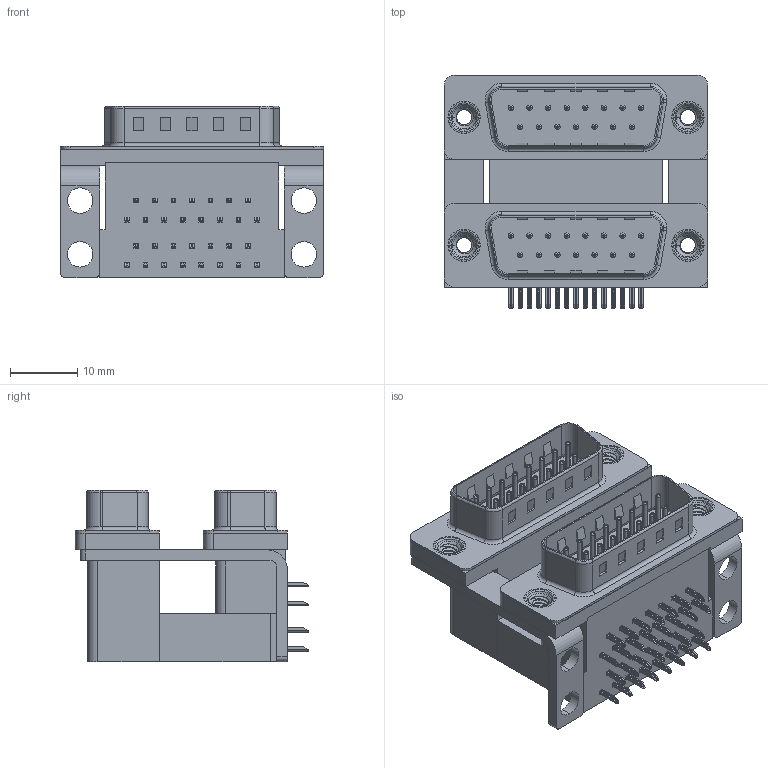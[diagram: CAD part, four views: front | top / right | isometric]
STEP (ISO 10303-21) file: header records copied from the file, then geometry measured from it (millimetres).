
FILE_DESCRIPTION (( 'STEP AP203' ), '1' );
FILE_NAME ('661-015-664-005.STEP', '2022-06-10T22:57:06', ( '' ), ( '' ), 'SwSTEP 2.0', 'SolidWorks 2020', '' );
FILE_SCHEMA (( 'CONFIG_CONTROL_DESIGN' ));
Length unit declared in the file: millimetre
Products named in the file (11): 661 Mounting Bracket_NoneM; 661 Contact Top Lower; 661 Contact Bottom Upper_M; 661 Threaded Rivet_4-40; 661-015-664-005; 661 Housing Upper_15 Contacts M; 661 Housing Spacer_15 Contacts M; 661 Housing Lower_15 Contacts; 661 Contact Bottom Lower; 661 Contact Top Upper_M; 661 Shell_15 Contacts
Assembly tree (41 placements, depth 2):
  661-015-664-005
    661 Housing Lower_15 Contacts
    661 Housing Spacer_15 Contacts M
    661 Housing Upper_15 Contacts M
    661 Shell_15 Contacts  x2
    661 Contact Bottom Lower  x7
    661 Contact Top Lower  x8
    661 Contact Bottom Upper_M  x7
    661 Contact Top Upper_M  x8
    661 Mounting Bracket_NoneM  x2
    661 Threaded Rivet_4-40  x4
Bounding box: 39.19 x 34.78 x 25.6 mm (x, y, z)
Volume: 14373.5 mm3; surface area: 15614.7 mm2
Topology: 41 solids, 41 shells, 2962 faces, 7352 edges, 4558 vertices
Faces by surface type: plane 1834, cylinder 854, torus 242, cone 20, bspline 12
Entity records: 31266 total; most frequent: CARTESIAN_POINT 6602, DIRECTION 4745, ORIENTED_EDGE 4600, EDGE_CURVE 2300, VECTOR 1675, LINE 1675, AXIS2_PLACEMENT_3D 1535, VERTEX_POINT 1474
